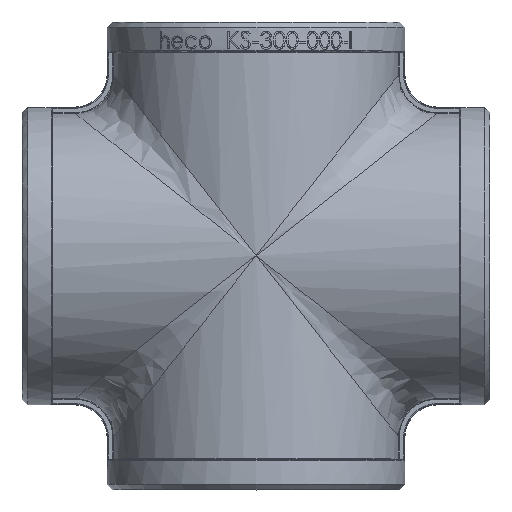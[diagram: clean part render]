
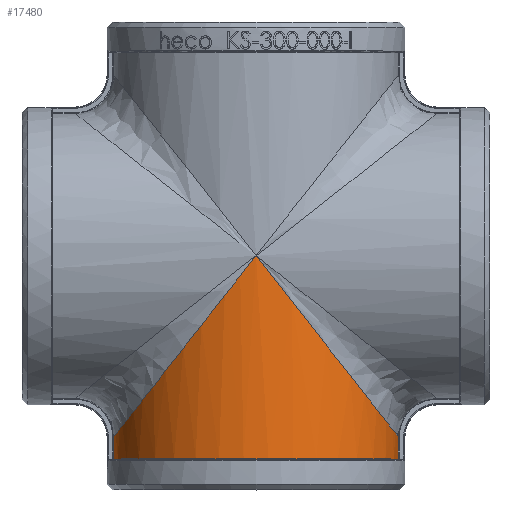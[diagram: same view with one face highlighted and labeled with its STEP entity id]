
A CAD part, top view. The second image highlights one B-rep face of the part: STEP entity #17480.
In plain terms, the highlighted cylindrical face has radius 48 mm (diameter 96 mm), a partial arc.
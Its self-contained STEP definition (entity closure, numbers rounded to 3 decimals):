
#2955 = CYLINDRICAL_SURFACE ( 'NONE', #6638, 48. ) ;
#2956 = DIRECTION ( 'NONE',  ( 1., 0., 0. ) ) ;
#2958 = CARTESIAN_POINT ( 'NONE',  ( 0., 34.25, 0. ) ) ;
#2968 = FACE_OUTER_BOUND ( 'NONE', #4703, .T. ) ;
#2971 = DIRECTION ( 'NONE',  ( 0., 1., 0. ) ) ;
#4703 = EDGE_LOOP ( 'NONE', ( #11798, #36410, #36438, #11774, #36354 ) ) ;
#5135 = CIRCLE ( 'NONE', #5148, 48. ) ;
#5148 = AXIS2_PLACEMENT_3D ( 'NONE', #6264, #6277, #6245 ) ;
#6245 = DIRECTION ( 'NONE',  ( -1., 0., 0. ) ) ;
#6264 = CARTESIAN_POINT ( 'NONE',  ( 0., -68.2, 0. ) ) ;
#6277 = DIRECTION ( 'NONE',  ( 0., -1., 0. ) ) ;
#6638 = AXIS2_PLACEMENT_3D ( 'NONE', #2958, #2971, #2956 ) ;
#9984 = EDGE_CURVE ( 'NONE', #11882, #10303, #12194, .T. ) ;
#9991 = EDGE_CURVE ( 'NONE', #11843, #11882, #18471, .T. ) ;
#10016 = EDGE_CURVE ( 'NONE', #10303, #11859, #12189, .T. ) ;
#10303 = VERTEX_POINT ( 'NONE', #32816 ) ;
#11774 = ORIENTED_EDGE ( 'NONE', *, *, #9991, .F. ) ;
#11798 = ORIENTED_EDGE ( 'NONE', *, *, #17312, .F. ) ;
#11843 = VERTEX_POINT ( 'NONE', #21508 ) ;
#11859 = VERTEX_POINT ( 'NONE', #21517 ) ;
#11882 = VERTEX_POINT ( 'NONE', #21514 ) ;
#11909 = VERTEX_POINT ( 'NONE', #21567 ) ;
#12189 = B_SPLINE_CURVE_WITH_KNOTS ( 'NONE', 3,
 ( #18565, #18587, #18590, #18551, #18594, #18595, #18614, #18661 ),
 .UNSPECIFIED., .F., .F.,
 ( 4, 1, 1, 1, 1, 4 ),
 ( 0., 0.286, 0.571, 0.714, 0.857, 1. ),
 .UNSPECIFIED. ) ;
#12194 = B_SPLINE_CURVE_WITH_KNOTS ( 'NONE', 3,
 ( #18423, #18431, #18432, #18435, #18473, #18461, #18480, #18479 ),
 .UNSPECIFIED., .F., .F.,
 ( 4, 1, 1, 1, 1, 4 ),
 ( 0., 0.143, 0.286, 0.429, 0.714, 1. ),
 .UNSPECIFIED. ) ;
#13058 = VECTOR ( 'NONE', #18447, 1000. ) ;
#13753 = VECTOR ( 'NONE', #23668, 1000. ) ;
#17312 = EDGE_CURVE ( 'NONE', #11859, #11909, #23692, .T. ) ;
#17480 = ADVANCED_FACE ( 'NONE', ( #2968 ), #2955, .T. ) ;
#17806 = EDGE_CURVE ( 'NONE', #11909, #11843, #5135, .T. ) ;
#18423 = CARTESIAN_POINT ( 'NONE',  ( -47.809, -60.758, 4.273 ) ) ;
#18431 = CARTESIAN_POINT ( 'NONE',  ( -47.508, -60.375, 7.646 ) ) ;
#18432 = CARTESIAN_POINT ( 'NONE',  ( -46.189, -58.699, 14.33 ) ) ;
#18435 = CARTESIAN_POINT ( 'NONE',  ( -42.146, -53.561, 23.711 ) ) ;
#18447 = DIRECTION ( 'NONE',  ( 0., 1., 0. ) ) ;
#18461 = CARTESIAN_POINT ( 'NONE',  ( -20.318, -25.821, 45.092 ) ) ;
#18471 = LINE ( 'NONE', #18474, #13058 ) ;
#18473 = CARTESIAN_POINT ( 'NONE',  ( -34.256, -43.533, 34.818 ) ) ;
#18474 = CARTESIAN_POINT ( 'NONE',  ( -47.809, 34.25, 4.273 ) ) ;
#18479 = CARTESIAN_POINT ( 'NONE',  ( 0., 0., 48. ) ) ;
#18480 = CARTESIAN_POINT ( 'NONE',  ( -6.773, -8.608, 48. ) ) ;
#18551 = CARTESIAN_POINT ( 'NONE',  ( 34.256, -43.534, 34.818 ) ) ;
#18565 = CARTESIAN_POINT ( 'NONE',  ( 0., 0., 48. ) ) ;
#18587 = CARTESIAN_POINT ( 'NONE',  ( 6.773, -8.608, 48. ) ) ;
#18590 = CARTESIAN_POINT ( 'NONE',  ( 20.318, -25.821, 45.092 ) ) ;
#18594 = CARTESIAN_POINT ( 'NONE',  ( 42.146, -53.56, 23.711 ) ) ;
#18595 = CARTESIAN_POINT ( 'NONE',  ( 46.19, -58.699, 14.33 ) ) ;
#18614 = CARTESIAN_POINT ( 'NONE',  ( 47.508, -60.375, 7.646 ) ) ;
#18661 = CARTESIAN_POINT ( 'NONE',  ( 47.809, -60.758, 4.273 ) ) ;
#21508 = CARTESIAN_POINT ( 'NONE',  ( -47.809, -68.2, 4.273 ) ) ;
#21514 = CARTESIAN_POINT ( 'NONE',  ( -47.809, -60.758, 4.273 ) ) ;
#21517 = CARTESIAN_POINT ( 'NONE',  ( 47.809, -60.758, 4.273 ) ) ;
#21567 = CARTESIAN_POINT ( 'NONE',  ( 47.809, -68.2, 4.273 ) ) ;
#23668 = DIRECTION ( 'NONE',  ( 0., -1., 0. ) ) ;
#23692 = LINE ( 'NONE', #23693, #13753 ) ;
#23693 = CARTESIAN_POINT ( 'NONE',  ( 47.809, 34.25, 4.273 ) ) ;
#32816 = CARTESIAN_POINT ( 'NONE',  ( 0., 0., 48. ) ) ;
#36354 = ORIENTED_EDGE ( 'NONE', *, *, #17806, .F. ) ;
#36410 = ORIENTED_EDGE ( 'NONE', *, *, #10016, .F. ) ;
#36438 = ORIENTED_EDGE ( 'NONE', *, *, #9984, .F. ) ;
